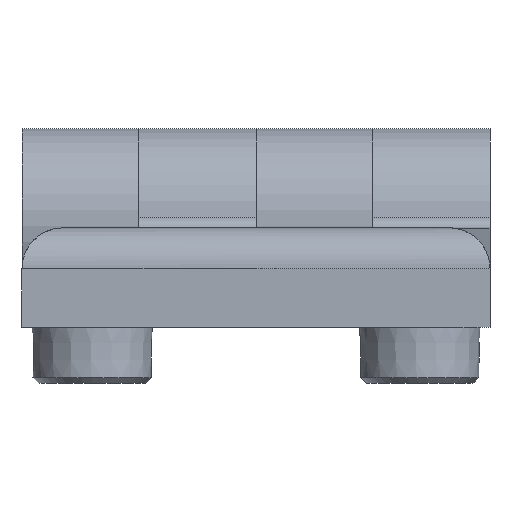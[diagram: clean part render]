
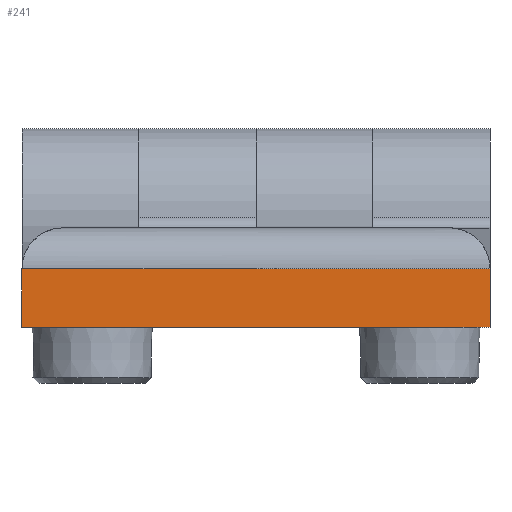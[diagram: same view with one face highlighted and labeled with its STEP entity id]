
A CAD part, left-side view. The second image highlights one B-rep face of the part: STEP entity #241.
In plain terms, the highlighted planar face has unit normal (-1, 0, 0).
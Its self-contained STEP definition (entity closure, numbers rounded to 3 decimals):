
#241 = ADVANCED_FACE( '', ( #427 ), #428, .F. );
#427 = FACE_OUTER_BOUND( '', #743, .T. );
#428 = PLANE( '', #744 );
#743 = EDGE_LOOP( '', ( #1278, #1279, #1280, #1281 ) );
#744 = AXIS2_PLACEMENT_3D( '', #1282, #1283, #1284 );
#1278 = ORIENTED_EDGE( '', *, *, #2214, .F. );
#1279 = ORIENTED_EDGE( '', *, *, #2225, .T. );
#1280 = ORIENTED_EDGE( '', *, *, #2236, .F. );
#1281 = ORIENTED_EDGE( '', *, *, #2223, .F. );
#1282 = CARTESIAN_POINT( '', ( -45., -0.5, 20. ) );
#1283 = DIRECTION( '', ( 1., 0., 0. ) );
#1284 = DIRECTION( '', ( 0., 0., -1. ) );
#2214 = EDGE_CURVE( '', #2645, #2647, #2648, .T. );
#2223 = EDGE_CURVE( '', #2647, #2661, #2662, .T. );
#2225 = EDGE_CURVE( '', #2645, #2664, #2665, .T. );
#2236 = EDGE_CURVE( '', #2661, #2664, #2680, .T. );
#2645 = VERTEX_POINT( '', #3309 );
#2647 = VERTEX_POINT( '', #3311 );
#2648 = LINE( '', #3312, #3313 );
#2661 = VERTEX_POINT( '', #3331 );
#2662 = LINE( '', #3332, #3333 );
#2664 = VERTEX_POINT( '', #3336 );
#2665 = LINE( '', #3337, #3338 );
#2680 = LINE( '', #3360, #3361 );
#3309 = CARTESIAN_POINT( '', ( -45., -4., -20. ) );
#3311 = CARTESIAN_POINT( '', ( -45., -4., 20. ) );
#3312 = CARTESIAN_POINT( '', ( -45., -4., -20. ) );
#3313 = VECTOR( '', #4104, 1000. );
#3331 = CARTESIAN_POINT( '', ( -45., -9., 20. ) );
#3332 = CARTESIAN_POINT( '', ( -45., -0.5, 20. ) );
#3333 = VECTOR( '', #4119, 1000. );
#3336 = CARTESIAN_POINT( '', ( -45., -9., -20. ) );
#3337 = CARTESIAN_POINT( '', ( -45., -0.5, -20. ) );
#3338 = VECTOR( '', #4121, 1000. );
#3360 = CARTESIAN_POINT( '', ( -45., -9., 20. ) );
#3361 = VECTOR( '', #4138, 1000. );
#4104 = DIRECTION( '', ( 0., 0., 1. ) );
#4119 = DIRECTION( '', ( 0., -1., 0. ) );
#4121 = DIRECTION( '', ( 0., -1., 0. ) );
#4138 = DIRECTION( '', ( 0., 0., -1. ) );
